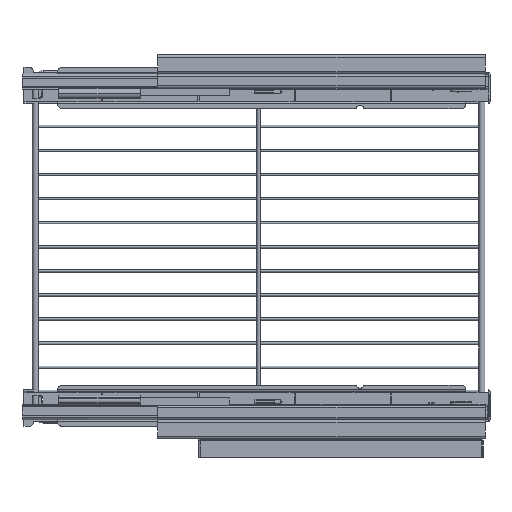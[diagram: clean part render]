
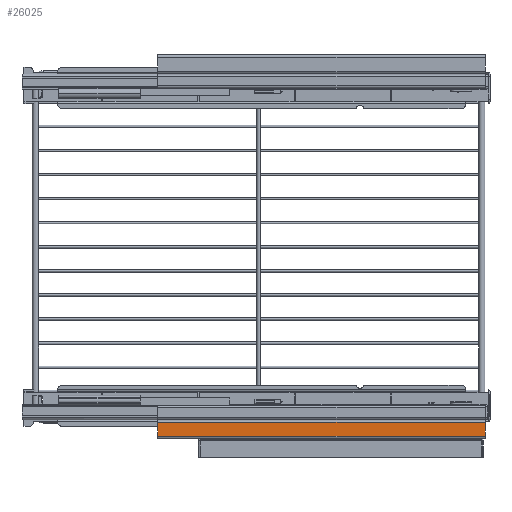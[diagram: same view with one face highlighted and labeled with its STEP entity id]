
A CAD part, front view. The second image highlights one B-rep face of the part: STEP entity #26025.
In plain terms, the highlighted planar face has unit normal (0, -1, 0).
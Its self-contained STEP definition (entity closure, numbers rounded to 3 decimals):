
#1494 = VECTOR ( 'NONE', #51861, 1000. ) ;
#1868 = CARTESIAN_POINT ( 'NONE',  ( 316.881, -2.106, 17.2 ) ) ;
#2297 = DIRECTION ( 'NONE',  ( 0., 1., 0. ) ) ;
#7343 = LINE ( 'NONE', #34894, #41493 ) ;
#12529 = CARTESIAN_POINT ( 'NONE',  ( -23.119, -2.106, 17.2 ) ) ;
#13923 = EDGE_CURVE ( 'NONE', #43723, #15209, #18246, .T. ) ;
#15209 = VERTEX_POINT ( 'NONE', #12529 ) ;
#17478 = ORIENTED_EDGE ( 'NONE', *, *, #49380, .T. ) ;
#18222 = LINE ( 'NONE', #43657, #52452 ) ;
#18246 = LINE ( 'NONE', #21917, #1494 ) ;
#21917 = CARTESIAN_POINT ( 'NONE',  ( 316.881, -2.106, 17.2 ) ) ;
#22195 = DIRECTION ( 'NONE',  ( 1., 0., 0. ) ) ;
#24186 = AXIS2_PLACEMENT_3D ( 'NONE', #36907, #2297, #28527 ) ;
#25218 = EDGE_CURVE ( 'NONE', #43723, #51305, #52028, .T. ) ;
#26025 = ADVANCED_FACE ( 'NONE', ( #43904 ), #36727, .F. ) ;
#26538 = VECTOR ( 'NONE', #46554, 1000. ) ;
#28527 = DIRECTION ( 'NONE',  ( 1., 0., 0. ) ) ;
#29679 = ORIENTED_EDGE ( 'NONE', *, *, #25218, .F. ) ;
#31256 = ORIENTED_EDGE ( 'NONE', *, *, #13923, .T. ) ;
#34894 = CARTESIAN_POINT ( 'NONE',  ( -23.119, -2.106, 2.7 ) ) ;
#36727 = PLANE ( 'NONE',  #24186 ) ;
#36850 = CARTESIAN_POINT ( 'NONE',  ( -23.119, -2.106, 2.7 ) ) ;
#36907 = CARTESIAN_POINT ( 'NONE',  ( 146.881, -2.106, 9.7 ) ) ;
#41493 = VECTOR ( 'NONE', #22195, 1000. ) ;
#42614 = CARTESIAN_POINT ( 'NONE',  ( 316.881, -2.106, 17.2 ) ) ;
#43657 = CARTESIAN_POINT ( 'NONE',  ( -23.119, -2.106, 2.7 ) ) ;
#43723 = VERTEX_POINT ( 'NONE', #1868 ) ;
#43904 = FACE_OUTER_BOUND ( 'NONE', #48016, .T. ) ;
#45363 = ORIENTED_EDGE ( 'NONE', *, *, #47094, .F. ) ;
#46554 = DIRECTION ( 'NONE',  ( 0., 0., -1. ) ) ;
#47094 = EDGE_CURVE ( 'NONE', #51866, #15209, #18222, .T. ) ;
#47954 = DIRECTION ( 'NONE',  ( 0., 0., 1. ) ) ;
#48016 = EDGE_LOOP ( 'NONE', ( #31256, #45363, #17478, #29679 ) ) ;
#49380 = EDGE_CURVE ( 'NONE', #51866, #51305, #7343, .T. ) ;
#51305 = VERTEX_POINT ( 'NONE', #51915 ) ;
#51861 = DIRECTION ( 'NONE',  ( -1., 0., 0. ) ) ;
#51866 = VERTEX_POINT ( 'NONE', #36850 ) ;
#51915 = CARTESIAN_POINT ( 'NONE',  ( 316.881, -2.106, 2.7 ) ) ;
#52028 = LINE ( 'NONE', #42614, #26538 ) ;
#52452 = VECTOR ( 'NONE', #47954, 1000. ) ;
